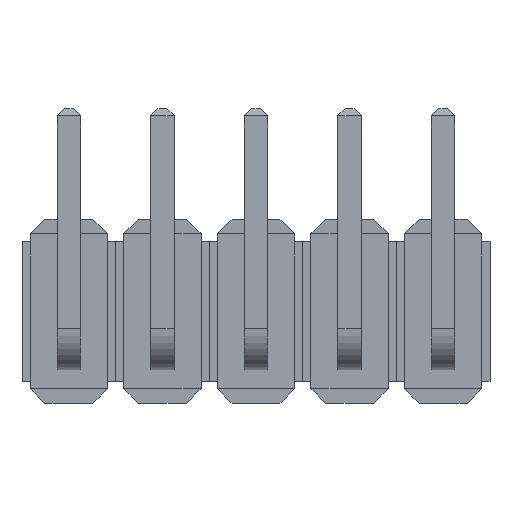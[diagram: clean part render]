
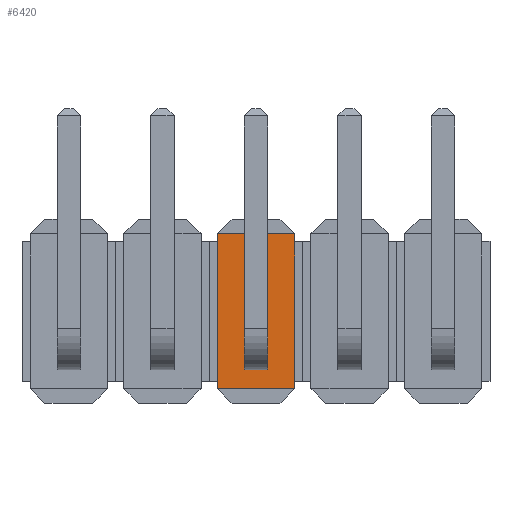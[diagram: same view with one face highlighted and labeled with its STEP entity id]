
A CAD part, front view. The second image highlights one B-rep face of the part: STEP entity #6420.
In plain terms, the highlighted planar face has unit normal (0, -1, 0).
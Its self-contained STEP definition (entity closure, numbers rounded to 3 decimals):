
#96 = DIRECTION ( 'NONE',  ( 0., 0., 1. ) ) ;
#223 = VERTEX_POINT ( 'NONE', #13002 ) ;
#244 = PLANE ( 'NONE',  #6060 ) ;
#527 = CARTESIAN_POINT ( 'NONE',  ( 4.76, 0.54, -0.95 ) ) ;
#604 = ORIENTED_EDGE ( 'NONE', *, *, #3945, .T. ) ;
#720 = VECTOR ( 'NONE', #3240, 1000. ) ;
#957 = LINE ( 'NONE', #4871, #11299 ) ;
#1024 = ORIENTED_EDGE ( 'NONE', *, *, #6790, .T. ) ;
#1049 = CARTESIAN_POINT ( 'NONE',  ( 4.03, 0.54, 2.1 ) ) ;
#1754 = EDGE_LOOP ( 'NONE', ( #6166, #10556, #1024, #604 ) ) ;
#1975 = LINE ( 'NONE', #4981, #7733 ) ;
#2122 = CARTESIAN_POINT ( 'NONE',  ( 4.03, 0.54, 2.1 ) ) ;
#2125 = ORIENTED_EDGE ( 'NONE', *, *, #6203, .T. ) ;
#2182 = VECTOR ( 'NONE', #8486, 1000. ) ;
#2285 = LINE ( 'NONE', #10532, #3053 ) ;
#2368 = EDGE_LOOP ( 'NONE', ( #3953, #14737, #13670, #15076 ) ) ;
#2373 = FACE_BOUND ( 'NONE', #2368, .T. ) ;
#2742 = CARTESIAN_POINT ( 'NONE',  ( 6.35, 0.54, 2.1 ) ) ;
#3053 = VECTOR ( 'NONE', #10593, 1000. ) ;
#3240 = DIRECTION ( 'NONE',  ( 0., 0., -1. ) ) ;
#3296 = LINE ( 'NONE', #6482, #5002 ) ;
#3740 = VECTOR ( 'NONE', #7206, 1000. ) ;
#3777 = ORIENTED_EDGE ( 'NONE', *, *, #9132, .F. ) ;
#3938 = LINE ( 'NONE', #9768, #11797 ) ;
#3945 = EDGE_CURVE ( 'NONE', #9017, #12856, #8001, .T. ) ;
#3953 = ORIENTED_EDGE ( 'NONE', *, *, #12402, .F. ) ;
#4083 = FACE_BOUND ( 'NONE', #1754, .T. ) ;
#4518 = CARTESIAN_POINT ( 'NONE',  ( 5.4, 0.54, -1.59 ) ) ;
#4606 = CARTESIAN_POINT ( 'NONE',  ( 6.35, 0.54, 1.59 ) ) ;
#4871 = CARTESIAN_POINT ( 'NONE',  ( 6.35, 0.54, -0.95 ) ) ;
#4981 = CARTESIAN_POINT ( 'NONE',  ( 6.35, 0.54, 2.1 ) ) ;
#5000 = VECTOR ( 'NONE', #7104, 1000. ) ;
#5002 = VECTOR ( 'NONE', #7691, 1000. ) ;
#5078 = EDGE_CURVE ( 'NONE', #8127, #13040, #1975, .T. ) ;
#5156 = CARTESIAN_POINT ( 'NONE',  ( 4.03, 0.54, -2.1 ) ) ;
#5702 = EDGE_CURVE ( 'NONE', #10297, #11084, #12814, .T. ) ;
#5766 = CARTESIAN_POINT ( 'NONE',  ( 5.4, 0.54, 0.95 ) ) ;
#5907 = CARTESIAN_POINT ( 'NONE',  ( 6.35, 0.54, 0.95 ) ) ;
#6060 = AXIS2_PLACEMENT_3D ( 'NONE', #2742, #12709, #8929 ) ;
#6166 = ORIENTED_EDGE ( 'NONE', *, *, #14722, .T. ) ;
#6203 = EDGE_CURVE ( 'NONE', #13040, #8993, #9486, .T. ) ;
#6275 = CARTESIAN_POINT ( 'NONE',  ( 5.4, 0.54, -0.95 ) ) ;
#6420 = ADVANCED_FACE ( 'NONE', ( #15342, #4083, #2373 ), #244, .F. ) ;
#6447 = VECTOR ( 'NONE', #13392, 1000. ) ;
#6482 = CARTESIAN_POINT ( 'NONE',  ( 6.35, 0.54, -2.1 ) ) ;
#6523 = LINE ( 'NONE', #9146, #7110 ) ;
#6790 = EDGE_CURVE ( 'NONE', #223, #9017, #14018, .T. ) ;
#7104 = DIRECTION ( 'NONE',  ( -1., 0., 0. ) ) ;
#7110 = VECTOR ( 'NONE', #7938, 1000. ) ;
#7206 = DIRECTION ( 'NONE',  ( 0., 0., -1. ) ) ;
#7502 = VERTEX_POINT ( 'NONE', #4518 ) ;
#7691 = DIRECTION ( 'NONE',  ( -1., 0., 0. ) ) ;
#7733 = VECTOR ( 'NONE', #14591, 1000. ) ;
#7938 = DIRECTION ( 'NONE',  ( 0., 0., 1. ) ) ;
#8001 = LINE ( 'NONE', #11750, #720 ) ;
#8127 = VERTEX_POINT ( 'NONE', #9194 ) ;
#8373 = CARTESIAN_POINT ( 'NONE',  ( 6.35, 0.54, -1.59 ) ) ;
#8486 = DIRECTION ( 'NONE',  ( 1., 0., 0. ) ) ;
#8901 = VECTOR ( 'NONE', #11905, 1000. ) ;
#8929 = DIRECTION ( 'NONE',  ( 0., 0., 1. ) ) ;
#8993 = VERTEX_POINT ( 'NONE', #5156 ) ;
#9017 = VERTEX_POINT ( 'NONE', #9996 ) ;
#9132 = EDGE_CURVE ( 'NONE', #8127, #14640, #2285, .T. ) ;
#9146 = CARTESIAN_POINT ( 'NONE',  ( 4.76, 0.54, 2.1 ) ) ;
#9194 = CARTESIAN_POINT ( 'NONE',  ( 6.13, 0.54, 2.1 ) ) ;
#9428 = LINE ( 'NONE', #5907, #5000 ) ;
#9486 = LINE ( 'NONE', #1049, #3740 ) ;
#9655 = LINE ( 'NONE', #8373, #2182 ) ;
#9768 = CARTESIAN_POINT ( 'NONE',  ( 5.4, 0.54, 2.1 ) ) ;
#9854 = EDGE_LOOP ( 'NONE', ( #10900, #2125, #13954, #3777 ) ) ;
#9996 = CARTESIAN_POINT ( 'NONE',  ( 5.4, 0.54, 1.59 ) ) ;
#10297 = VERTEX_POINT ( 'NONE', #527 ) ;
#10532 = CARTESIAN_POINT ( 'NONE',  ( 6.13, 0.54, -2.1 ) ) ;
#10556 = ORIENTED_EDGE ( 'NONE', *, *, #10903, .T. ) ;
#10593 = DIRECTION ( 'NONE',  ( 0., 0., -1. ) ) ;
#10697 = VERTEX_POINT ( 'NONE', #15672 ) ;
#10847 = EDGE_CURVE ( 'NONE', #14640, #8993, #3296, .T. ) ;
#10900 = ORIENTED_EDGE ( 'NONE', *, *, #5078, .T. ) ;
#10903 = EDGE_CURVE ( 'NONE', #10697, #223, #6523, .T. ) ;
#11084 = VERTEX_POINT ( 'NONE', #15598 ) ;
#11159 = EDGE_CURVE ( 'NONE', #13348, #10297, #957, .T. ) ;
#11299 = VECTOR ( 'NONE', #12132, 1000. ) ;
#11750 = CARTESIAN_POINT ( 'NONE',  ( 5.4, 0.54, 2.1 ) ) ;
#11797 = VECTOR ( 'NONE', #96, 1000. ) ;
#11890 = CARTESIAN_POINT ( 'NONE',  ( 6.13, 0.54, -2.1 ) ) ;
#11905 = DIRECTION ( 'NONE',  ( 1., 0., 0. ) ) ;
#12132 = DIRECTION ( 'NONE',  ( -1., 0., 0. ) ) ;
#12175 = CARTESIAN_POINT ( 'NONE',  ( 4.76, 0.54, 2.1 ) ) ;
#12402 = EDGE_CURVE ( 'NONE', #7502, #13348, #3938, .T. ) ;
#12709 = DIRECTION ( 'NONE',  ( 0., 1., 0. ) ) ;
#12814 = LINE ( 'NONE', #12175, #6447 ) ;
#12856 = VERTEX_POINT ( 'NONE', #5766 ) ;
#13002 = CARTESIAN_POINT ( 'NONE',  ( 4.76, 0.54, 1.59 ) ) ;
#13040 = VERTEX_POINT ( 'NONE', #2122 ) ;
#13348 = VERTEX_POINT ( 'NONE', #6275 ) ;
#13392 = DIRECTION ( 'NONE',  ( 0., 0., -1. ) ) ;
#13670 = ORIENTED_EDGE ( 'NONE', *, *, #5702, .F. ) ;
#13794 = EDGE_CURVE ( 'NONE', #11084, #7502, #9655, .T. ) ;
#13954 = ORIENTED_EDGE ( 'NONE', *, *, #10847, .F. ) ;
#14018 = LINE ( 'NONE', #4606, #8901 ) ;
#14591 = DIRECTION ( 'NONE',  ( -1., 0., 0. ) ) ;
#14640 = VERTEX_POINT ( 'NONE', #11890 ) ;
#14722 = EDGE_CURVE ( 'NONE', #12856, #10697, #9428, .T. ) ;
#14737 = ORIENTED_EDGE ( 'NONE', *, *, #13794, .F. ) ;
#15076 = ORIENTED_EDGE ( 'NONE', *, *, #11159, .F. ) ;
#15342 = FACE_OUTER_BOUND ( 'NONE', #9854, .T. ) ;
#15598 = CARTESIAN_POINT ( 'NONE',  ( 4.76, 0.54, -1.59 ) ) ;
#15672 = CARTESIAN_POINT ( 'NONE',  ( 4.76, 0.54, 0.95 ) ) ;
